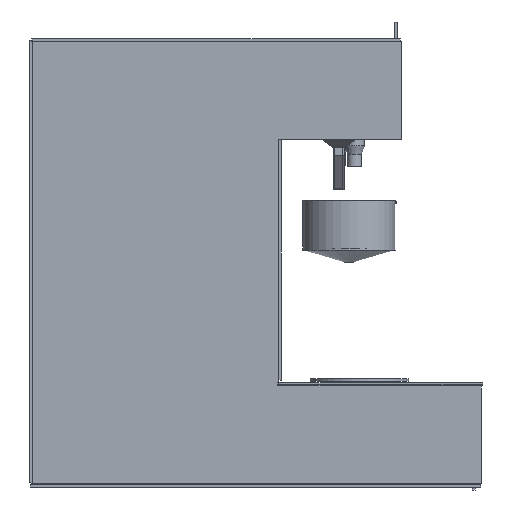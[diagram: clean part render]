
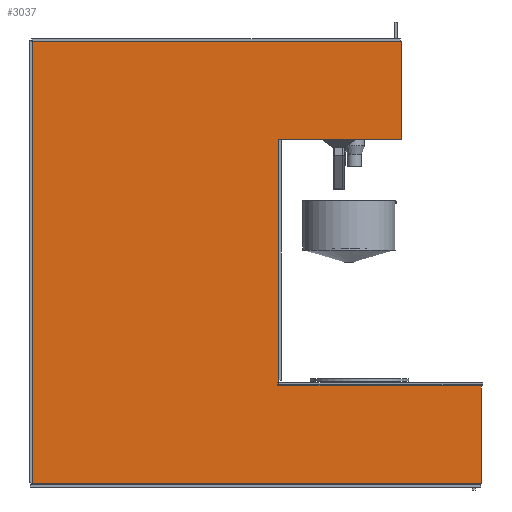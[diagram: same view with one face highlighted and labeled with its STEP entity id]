
A CAD part, left-side view. The second image highlights one B-rep face of the part: STEP entity #3037.
In plain terms, the highlighted planar face has unit normal (-1, 0, 0).
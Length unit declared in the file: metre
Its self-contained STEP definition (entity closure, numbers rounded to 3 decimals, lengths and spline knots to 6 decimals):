
#651=ORIENTED_EDGE('',*,*,#1195,.T.);
#652=ORIENTED_EDGE('',*,*,#1217,.T.);
#653=ORIENTED_EDGE('',*,*,#1214,.F.);
#654=ORIENTED_EDGE('',*,*,#1211,.F.);
#655=ORIENTED_EDGE('',*,*,#1208,.T.);
#656=ORIENTED_EDGE('',*,*,#1205,.T.);
#657=ORIENTED_EDGE('',*,*,#1202,.T.);
#658=ORIENTED_EDGE('',*,*,#1199,.F.);
#1195=EDGE_CURVE('',#1529,#1530,#1807,.T.);
#1199=EDGE_CURVE('',#1529,#1533,#1811,.T.);
#1202=EDGE_CURVE('',#1535,#1533,#1814,.T.);
#1205=EDGE_CURVE('',#1537,#1535,#1817,.T.);
#1208=EDGE_CURVE('',#1539,#1537,#1820,.T.);
#1211=EDGE_CURVE('',#1539,#1541,#1823,.T.);
#1214=EDGE_CURVE('',#1541,#1543,#1826,.T.);
#1217=EDGE_CURVE('',#1530,#1543,#1829,.T.);
#1529=VERTEX_POINT('',#4893);
#1530=VERTEX_POINT('',#4894);
#1533=VERTEX_POINT('',#4902);
#1535=VERTEX_POINT('',#4908);
#1537=VERTEX_POINT('',#4914);
#1539=VERTEX_POINT('',#4920);
#1541=VERTEX_POINT('',#4926);
#1543=VERTEX_POINT('',#4932);
#1807=LINE('',#4892,#2141);
#1811=LINE('',#4901,#2145);
#1814=LINE('',#4907,#2148);
#1817=LINE('',#4913,#2151);
#1820=LINE('',#4919,#2154);
#1823=LINE('',#4925,#2157);
#1826=LINE('',#4931,#2160);
#1829=LINE('',#4937,#2163);
#2141=VECTOR('',#4049,1.);
#2145=VECTOR('',#4055,1.);
#2148=VECTOR('',#4060,1.);
#2151=VECTOR('',#4065,1.);
#2154=VECTOR('',#4070,1.);
#2157=VECTOR('',#4075,1.);
#2160=VECTOR('',#4080,1.);
#2163=VECTOR('',#4085,1.);
#2456=EDGE_LOOP('',(#651,#652,#653,#654,#655,#656,#657,#658));
#2682=FACE_BOUND('',#2456,.T.);
#2859=PLANE('',#3482);
#3037=ADVANCED_FACE('',(#2682),#2859,.F.);
#3482=AXIS2_PLACEMENT_3D('',#4940,#4089,#4090);
#4049=DIRECTION('',(0.,0.,-1.));
#4055=DIRECTION('',(0.,-1.,0.));
#4060=DIRECTION('',(0.,0.,1.));
#4065=DIRECTION('',(0.,-1.,0.));
#4070=DIRECTION('',(0.,0.,1.));
#4075=DIRECTION('',(0.,-1.,0.));
#4080=DIRECTION('',(0.,0.,-1.));
#4085=DIRECTION('',(0.,-1.,0.));
#4089=DIRECTION('',(1.,0.,0.));
#4090=DIRECTION('',(0.,1.,0.));
#4892=CARTESIAN_POINT('',(-0.175,0.211167,-0.155385));
#4893=CARTESIAN_POINT('',(-0.175,0.211167,0.324615));
#4894=CARTESIAN_POINT('',(-0.175,0.211167,-0.215385));
#4901=CARTESIAN_POINT('',(-0.175,-0.013833,0.324615));
#4902=CARTESIAN_POINT('',(-0.175,-0.238833,0.324615));
#4907=CARTESIAN_POINT('',(-0.175,-0.238833,0.264615));
#4908=CARTESIAN_POINT('',(-0.175,-0.238833,0.204615));
#4913=CARTESIAN_POINT('',(-0.175,-0.163833,0.204615));
#4914=CARTESIAN_POINT('',(-0.175,-0.088833,0.204615));
#4919=CARTESIAN_POINT('',(-0.175,-0.088833,0.054615));
#4920=CARTESIAN_POINT('',(-0.175,-0.088833,-0.095385));
#4925=CARTESIAN_POINT('',(-0.175,-0.212626,-0.095385));
#4926=CARTESIAN_POINT('',(-0.175,-0.336419,-0.095385));
#4931=CARTESIAN_POINT('',(-0.175,-0.336419,-0.155385));
#4932=CARTESIAN_POINT('',(-0.175,-0.336419,-0.215385));
#4937=CARTESIAN_POINT('',(-0.175,-0.062626,-0.215385));
#4940=CARTESIAN_POINT('',(-0.175,-0.062626,0.054615));
